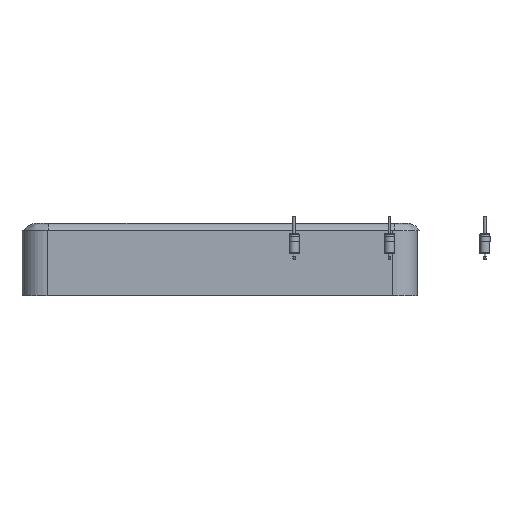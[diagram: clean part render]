
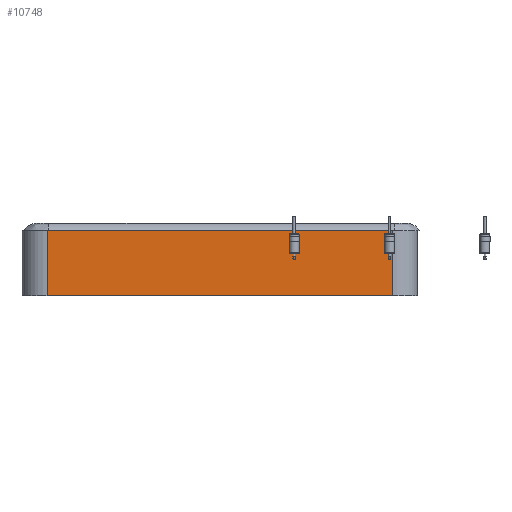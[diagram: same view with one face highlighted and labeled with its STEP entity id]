
A CAD part, front view. The second image highlights one B-rep face of the part: STEP entity #10748.
In plain terms, the highlighted planar face has unit normal (0, -1, 0).
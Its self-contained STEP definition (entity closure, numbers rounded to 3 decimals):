
#1785=FACE_OUTER_BOUND('',#2379,.T.);
#2379=EDGE_LOOP('',(#8901,#8902,#8903,#8904));
#3310=LINE('',#19359,#4132);
#3314=LINE('',#19390,#4136);
#3316=LINE('',#19394,#4138);
#3317=LINE('',#19395,#4139);
#4132=VECTOR('',#12433,10.);
#4136=VECTOR('',#12469,10.);
#4138=VECTOR('',#12473,10.);
#4139=VECTOR('',#12474,10.);
#5075=VERTEX_POINT('',#19355);
#5077=VERTEX_POINT('',#19358);
#5088=VERTEX_POINT('',#19388);
#5089=VERTEX_POINT('',#19393);
#6423=EDGE_CURVE('',#5075,#5077,#3310,.T.);
#6435=EDGE_CURVE('',#5088,#5075,#3314,.T.);
#6437=EDGE_CURVE('',#5089,#5088,#3316,.T.);
#6438=EDGE_CURVE('',#5077,#5089,#3317,.T.);
#8901=ORIENTED_EDGE('',*,*,#6435,.F.);
#8902=ORIENTED_EDGE('',*,*,#6437,.F.);
#8903=ORIENTED_EDGE('',*,*,#6438,.F.);
#8904=ORIENTED_EDGE('',*,*,#6423,.F.);
#10344=PLANE('',#11162);
#10748=ADVANCED_FACE('',(#1785),#10344,.T.);
#11162=AXIS2_PLACEMENT_3D('',#19392,#12471,#12472);
#12433=DIRECTION('',(-1.,0.,0.));
#12469=DIRECTION('',(0.,0.,-1.));
#12471=DIRECTION('center_axis',(0.,-1.,0.));
#12472=DIRECTION('ref_axis',(1.,0.,0.));
#12473=DIRECTION('',(1.,0.,0.));
#12474=DIRECTION('',(0.,0.,1.));
#19355=CARTESIAN_POINT('',(40.133,-57.757,0.));
#19358=CARTESIAN_POINT('',(-28.867,-57.757,0.));
#19359=CARTESIAN_POINT('',(45.133,-57.757,0.));
#19388=CARTESIAN_POINT('',(40.133,-57.757,13.));
#19390=CARTESIAN_POINT('',(40.133,-57.757,0.));
#19392=CARTESIAN_POINT('Origin',(-33.867,-57.757,0.));
#19393=CARTESIAN_POINT('',(-28.867,-57.757,13.));
#19394=CARTESIAN_POINT('',(45.133,-57.757,13.));
#19395=CARTESIAN_POINT('',(-28.867,-57.757,0.));
